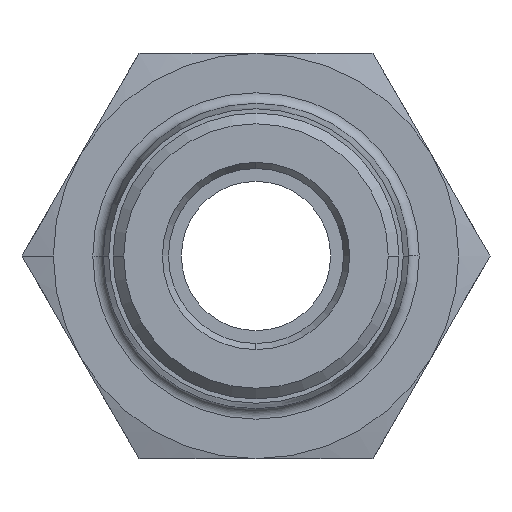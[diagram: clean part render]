
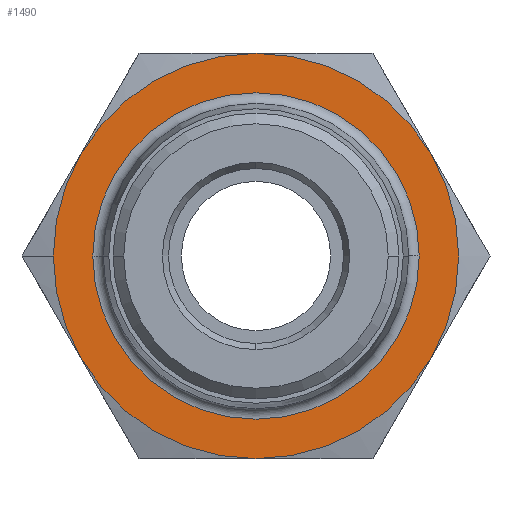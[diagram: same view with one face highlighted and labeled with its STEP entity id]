
A CAD part, left-side view. The second image highlights one B-rep face of the part: STEP entity #1490.
In plain terms, the highlighted planar face has unit normal (-1, 0, 0).
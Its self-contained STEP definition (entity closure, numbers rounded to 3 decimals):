
#186=CARTESIAN_POINT('',(-4.,8.227,4.75));
#218=CARTESIAN_POINT('',(-4.,0.,9.5));
#250=CARTESIAN_POINT('',(-4.,-8.227,4.75));
#282=CARTESIAN_POINT('',(-4.,-8.227,
-4.75));
#314=CARTESIAN_POINT('',(-4.,0.,
-9.5));
#360=CARTESIAN_POINT('',(-4.,8.227,-4.75));
#396=CARTESIAN_POINT('',(-4.,0.,0.));
#397=DIRECTION('',(-1.,0.,0.));
#398=DIRECTION('',(0.,-0.866,-0.5));
#399=AXIS2_PLACEMENT_3D('',#396,#397,#398);
#405=CARTESIAN_POINT('',(-4.,0.,0.));
#406=DIRECTION('',(1.,0.,0.));
#407=DIRECTION('',(0.,1.,0.));
#408=AXIS2_PLACEMENT_3D('',#405,#406,#407);
#410=CARTESIAN_POINT('',(-4.,0.,0.));
#411=DIRECTION('',(1.,0.,0.));
#412=DIRECTION('',(0.,-1.,0.));
#413=AXIS2_PLACEMENT_3D('',#410,#411,#412);
#415=CARTESIAN_POINT('',(-4.,0.,0.));
#416=DIRECTION('',(1.,0.,0.));
#417=DIRECTION('',(0.,1.,0.));
#418=AXIS2_PLACEMENT_3D('',#415,#416,#417);
#420=CARTESIAN_POINT('',(-4.,0.,0.));
#421=DIRECTION('',(1.,0.,0.));
#422=DIRECTION('',(0.,0.866,0.5));
#423=AXIS2_PLACEMENT_3D('',#420,#421,#422);
#425=CARTESIAN_POINT('',(-4.,0.,0.));
#426=DIRECTION('',(1.,0.,0.));
#427=DIRECTION('',(0.,0.,1.));
#428=AXIS2_PLACEMENT_3D('',#425,#426,#427);
#430=CARTESIAN_POINT('',(-4.,0.,0.));
#431=DIRECTION('',(-1.,0.,0.));
#432=DIRECTION('',(0.,0.,-1.));
#433=AXIS2_PLACEMENT_3D('',#430,#431,#432);
#435=CARTESIAN_POINT('',(-4.,0.,0.));
#436=DIRECTION('',(-1.,0.,0.));
#437=DIRECTION('',(0.,0.866,-0.5));
#438=AXIS2_PLACEMENT_3D('',#435,#436,#437);
#440=CARTESIAN_POINT('',(-4.,0.,0.));
#441=DIRECTION('',(-1.,0.,0.));
#442=DIRECTION('',(0.,1.,0.));
#443=AXIS2_PLACEMENT_3D('',#440,#441,#442);
#980=VERTEX_POINT('',#250);
#981=VERTEX_POINT('',#218);
#982=VERTEX_POINT('',#186);
#986=VERTEX_POINT('',#314);
#987=VERTEX_POINT('',#282);
#988=VERTEX_POINT('',#360);
#991=CARTESIAN_POINT('',(-4.,9.5,0.));
#992=VERTEX_POINT('',#991);
#1001=CARTESIAN_POINT('',(-4.,7.652,0.));
#1002=CARTESIAN_POINT('',(-4.,-7.652,0.));
#1003=VERTEX_POINT('',#1001);
#1004=VERTEX_POINT('',#1002);
#1469=CARTESIAN_POINT('',(-4.,0.,0.));
#1470=DIRECTION('',(1.,0.,0.));
#1471=DIRECTION('',(0.,-1.,0.));
#1472=AXIS2_PLACEMENT_3D('',#1469,#1470,#1471);
#1473=PLANE('',#1472);
#1475=ORIENTED_EDGE('',*,*,#1474,.T.);
#1476=ORIENTED_EDGE('',*,*,#1402,.T.);
#1477=ORIENTED_EDGE('',*,*,#1426,.T.);
#1478=ORIENTED_EDGE('',*,*,#1415,.F.);
#1479=ORIENTED_EDGE('',*,*,#1438,.F.);
#1480=ORIENTED_EDGE('',*,*,#1451,.F.);
#1481=ORIENTED_EDGE('',*,*,#1464,.F.);
#1482=EDGE_LOOP('',(#1475,#1476,#1477,#1478,#1479,#1480,#1481));
#1483=FACE_OUTER_BOUND('',#1482,.F.);
#1485=ORIENTED_EDGE('',*,*,#1484,.F.);
#1487=ORIENTED_EDGE('',*,*,#1486,.F.);
#1488=EDGE_LOOP('',(#1485,#1487));
#1489=FACE_BOUND('',#1488,.F.);
#1490=ADVANCED_FACE('',(#1483,#1489),#1473,.F.);
#400=CIRCLE('',#399,9.5);
#409=CIRCLE('',#408,7.652);
#414=CIRCLE('',#413,7.652);
#419=CIRCLE('',#418,9.5);
#424=CIRCLE('',#423,9.5);
#429=CIRCLE('',#428,9.5);
#434=CIRCLE('',#433,9.5);
#439=CIRCLE('',#438,9.5);
#444=CIRCLE('',#443,9.5);
#1402=EDGE_CURVE('',#982,#981,#424,.T.);
#1415=EDGE_CURVE('',#987,#980,#400,.T.);
#1426=EDGE_CURVE('',#981,#980,#429,.T.);
#1438=EDGE_CURVE('',#986,#987,#434,.T.);
#1451=EDGE_CURVE('',#988,#986,#439,.T.);
#1464=EDGE_CURVE('',#992,#988,#444,.T.);
#1474=EDGE_CURVE('',#992,#982,#419,.T.);
#1484=EDGE_CURVE('',#1003,#1004,#409,.T.);
#1486=EDGE_CURVE('',#1004,#1003,#414,.T.);
